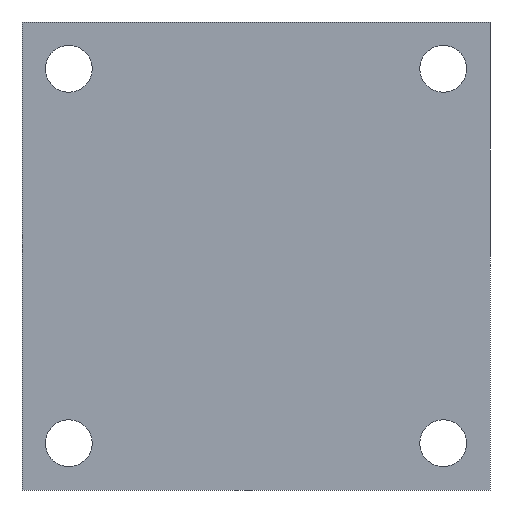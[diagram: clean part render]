
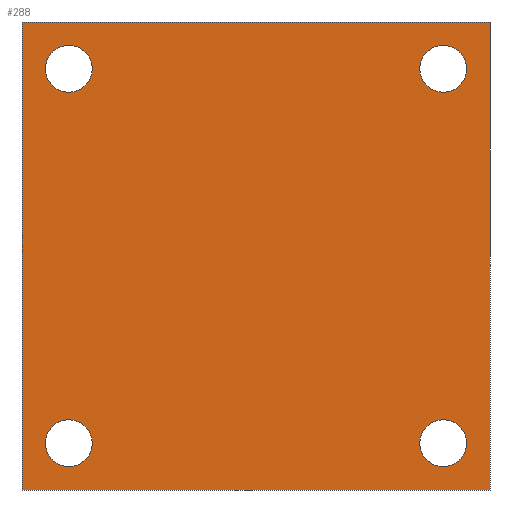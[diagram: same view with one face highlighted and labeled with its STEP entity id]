
A CAD part, front view. The second image highlights one B-rep face of the part: STEP entity #288.
In plain terms, the highlighted planar face has unit normal (0, -1, 0).
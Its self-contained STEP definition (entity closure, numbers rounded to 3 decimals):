
#20=FACE_BOUND('',#71,.T.);
#21=FACE_BOUND('',#72,.T.);
#22=FACE_BOUND('',#73,.T.);
#23=FACE_BOUND('',#74,.T.);
#25=CIRCLE('',#310,1.5);
#27=CIRCLE('',#313,1.5);
#29=CIRCLE('',#316,1.5);
#31=CIRCLE('',#319,1.5);
#50=FACE_OUTER_BOUND('',#70,.T.);
#70=EDGE_LOOP('',(#255,#256,#257,#258));
#71=EDGE_LOOP('',(#259));
#72=EDGE_LOOP('',(#260));
#73=EDGE_LOOP('',(#261));
#74=EDGE_LOOP('',(#262));
#91=LINE('',#455,#119);
#95=LINE('',#463,#123);
#98=LINE('',#469,#126);
#101=LINE('',#474,#129);
#119=VECTOR('',#380,10.);
#123=VECTOR('',#386,10.);
#126=VECTOR('',#391,10.);
#129=VECTOR('',#396,10.);
#140=VERTEX_POINT('',#431);
#142=VERTEX_POINT('',#437);
#144=VERTEX_POINT('',#443);
#146=VERTEX_POINT('',#449);
#147=VERTEX_POINT('',#453);
#148=VERTEX_POINT('',#454);
#151=VERTEX_POINT('',#462);
#153=VERTEX_POINT('',#468);
#169=EDGE_CURVE('',#140,#140,#25,.T.);
#172=EDGE_CURVE('',#142,#142,#27,.T.);
#175=EDGE_CURVE('',#144,#144,#29,.T.);
#178=EDGE_CURVE('',#146,#146,#31,.T.);
#179=EDGE_CURVE('',#147,#148,#91,.T.);
#183=EDGE_CURVE('',#148,#151,#95,.T.);
#186=EDGE_CURVE('',#151,#153,#98,.T.);
#189=EDGE_CURVE('',#153,#147,#101,.T.);
#255=ORIENTED_EDGE('',*,*,#189,.T.);
#256=ORIENTED_EDGE('',*,*,#179,.T.);
#257=ORIENTED_EDGE('',*,*,#183,.T.);
#258=ORIENTED_EDGE('',*,*,#186,.T.);
#259=ORIENTED_EDGE('',*,*,#178,.F.);
#260=ORIENTED_EDGE('',*,*,#175,.F.);
#261=ORIENTED_EDGE('',*,*,#172,.F.);
#262=ORIENTED_EDGE('',*,*,#169,.F.);
#273=PLANE('',#325);
#288=ADVANCED_FACE('',(#50,#20,#21,#22,#23),#273,.F.);
#310=AXIS2_PLACEMENT_3D('',#433,#355,#356);
#313=AXIS2_PLACEMENT_3D('',#439,#362,#363);
#316=AXIS2_PLACEMENT_3D('',#445,#369,#370);
#319=AXIS2_PLACEMENT_3D('',#451,#376,#377);
#325=AXIS2_PLACEMENT_3D('',#477,#400,#401);
#355=DIRECTION('center_axis',(0.,-1.,0.));
#356=DIRECTION('ref_axis',(1.,0.,0.));
#362=DIRECTION('center_axis',(0.,-1.,0.));
#363=DIRECTION('ref_axis',(1.,0.,0.));
#369=DIRECTION('center_axis',(0.,-1.,0.));
#370=DIRECTION('ref_axis',(1.,0.,0.));
#376=DIRECTION('center_axis',(0.,-1.,0.));
#377=DIRECTION('ref_axis',(1.,0.,0.));
#380=DIRECTION('',(0.,0.,-1.));
#386=DIRECTION('',(1.,0.,0.));
#391=DIRECTION('',(0.,0.,1.));
#396=DIRECTION('',(-1.,0.,0.));
#400=DIRECTION('center_axis',(0.,1.,0.));
#401=DIRECTION('ref_axis',(1.,0.,0.));
#431=CARTESIAN_POINT('',(27.023,0.,40.488));
#433=CARTESIAN_POINT('Origin',(28.523,0.,40.488));
#437=CARTESIAN_POINT('',(27.023,0.,16.488));
#439=CARTESIAN_POINT('Origin',(28.523,0.,16.488));
#443=CARTESIAN_POINT('',(51.023,0.,40.488));
#445=CARTESIAN_POINT('Origin',(52.523,0.,40.488));
#449=CARTESIAN_POINT('',(51.023,0.,16.488));
#451=CARTESIAN_POINT('Origin',(52.523,0.,16.488));
#453=CARTESIAN_POINT('',(25.523,0.,43.488));
#454=CARTESIAN_POINT('',(25.523,0.,13.488));
#455=CARTESIAN_POINT('',(25.523,0.,43.488));
#462=CARTESIAN_POINT('',(55.523,0.,13.488));
#463=CARTESIAN_POINT('',(25.523,0.,13.488));
#468=CARTESIAN_POINT('',(55.523,0.,43.488));
#469=CARTESIAN_POINT('',(55.523,0.,13.488));
#474=CARTESIAN_POINT('',(55.523,0.,43.488));
#477=CARTESIAN_POINT('Origin',(40.523,0.,28.488));
